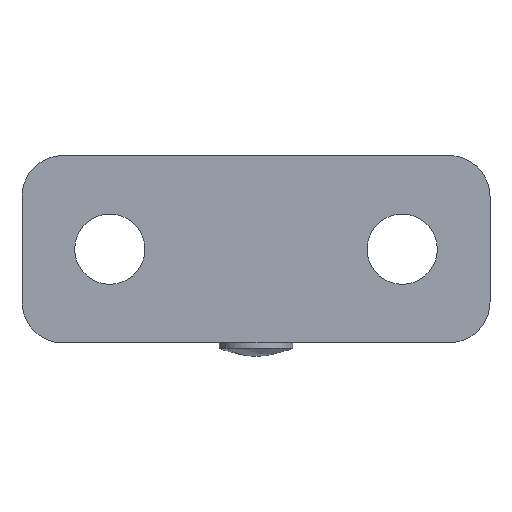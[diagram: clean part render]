
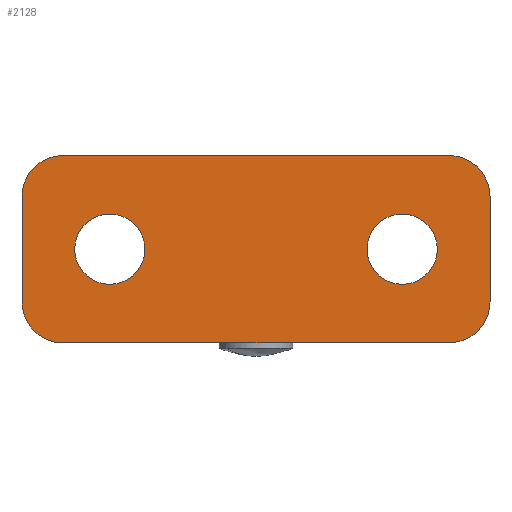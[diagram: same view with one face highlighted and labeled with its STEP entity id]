
A CAD part, front view. The second image highlights one B-rep face of the part: STEP entity #2128.
In plain terms, the highlighted planar face has unit normal (0, -1, 0).
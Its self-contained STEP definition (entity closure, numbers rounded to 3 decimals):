
#29 = CARTESIAN_POINT ( 'NONE',  ( -460.5, 0., 42. ) ) ;
#63 = VERTEX_POINT ( 'NONE', #327 ) ;
#89 = LINE ( 'NONE', #2234, #840 ) ;
#103 = VERTEX_POINT ( 'NONE', #3143 ) ;
#116 = CARTESIAN_POINT ( 'NONE',  ( -434.5, 0., 50. ) ) ;
#149 = ORIENTED_EDGE ( 'NONE', *, *, #3129, .T. ) ;
#150 = CARTESIAN_POINT ( 'NONE',  ( -453.5, 0., 50. ) ) ;
#284 = CIRCLE ( 'NONE', #1671, 3. ) ;
#293 = ORIENTED_EDGE ( 'NONE', *, *, #2126, .F. ) ;
#327 = CARTESIAN_POINT ( 'NONE',  ( -428.5, 0., 50. ) ) ;
#347 = EDGE_CURVE ( 'NONE', #742, #693, #284, .T. ) ;
#350 = CARTESIAN_POINT ( 'NONE',  ( -424., 0., 54.5 ) ) ;
#420 = CARTESIAN_POINT ( 'NONE',  ( -424., 0., 45.5 ) ) ;
#468 = CARTESIAN_POINT ( 'NONE',  ( -464., 0., 42. ) ) ;
#469 = EDGE_CURVE ( 'NONE', #1563, #2319, #89, .T. ) ;
#585 = CARTESIAN_POINT ( 'NONE',  ( -462.55, 0., 42. ) ) ;
#620 = CARTESIAN_POINT ( 'NONE',  ( -462.55, 0., 58. ) ) ;
#690 = DIRECTION ( 'NONE',  ( 0., 1., 0. ) ) ;
#693 = VERTEX_POINT ( 'NONE', #150 ) ;
#729 = DIRECTION ( 'NONE',  ( 0., -1., 0. ) ) ;
#742 = VERTEX_POINT ( 'NONE', #2896 ) ;
#746 = DIRECTION ( 'NONE',  ( -1., 0., 0. ) ) ;
#767 = ORIENTED_EDGE ( 'NONE', *, *, #2431, .T. ) ;
#781 = LINE ( 'NONE', #1560, #1342 ) ;
#817 = EDGE_LOOP ( 'NONE', ( #293, #1526 ) ) ;
#840 = VECTOR ( 'NONE', #3194, 1000. ) ;
#863 = CARTESIAN_POINT ( 'NONE',  ( -464., 0., 54.5 ) ) ;
#887 = EDGE_CURVE ( 'NONE', #1737, #1142, #781, .T. ) ;
#895 = CARTESIAN_POINT ( 'NONE',  ( -464., 0., 42. ) ) ;
#940 = CARTESIAN_POINT ( 'NONE',  ( -431.5, 0., 50. ) ) ;
#999 = ORIENTED_EDGE ( 'NONE', *, *, #469, .F. ) ;
#1031 =( BOUNDED_CURVE ( )  B_SPLINE_CURVE ( 3, ( #2186, #1182, #2450, #420 ),
 .UNSPECIFIED., .F., .T. ) 
 B_SPLINE_CURVE_WITH_KNOTS ( ( 4, 4 ),
 ( 5.498, 7.069 ),
 .UNSPECIFIED. ) 
 CURVE ( )  GEOMETRIC_REPRESENTATION_ITEM ( )  RATIONAL_B_SPLINE_CURVE ( ( 1., 0.805, 0.805, 1. ) ) 
 REPRESENTATION_ITEM ( '' )  );
#1142 = VERTEX_POINT ( 'NONE', #1955 ) ;
#1143 = CARTESIAN_POINT ( 'NONE',  ( -456.5, 0., 50. ) ) ;
#1182 = CARTESIAN_POINT ( 'NONE',  ( -425.45, 0., 42. ) ) ;
#1191 = CARTESIAN_POINT ( 'NONE',  ( -456.5, 0., 50. ) ) ;
#1252 =( BOUNDED_CURVE ( )  B_SPLINE_CURVE ( 3, ( #1614, #1864, #585, #2605 ),
 .UNSPECIFIED., .F., .F. ) 
 B_SPLINE_CURVE_WITH_KNOTS ( ( 4, 4 ),
 ( 5.498, 7.069 ),
 .UNSPECIFIED. ) 
 CURVE ( )  GEOMETRIC_REPRESENTATION_ITEM ( )  RATIONAL_B_SPLINE_CURVE ( ( 1., 0.805, 0.805, 1. ) ) 
 REPRESENTATION_ITEM ( '' )  );
#1274 = DIRECTION ( 'NONE',  ( -1., 0., 0. ) ) ;
#1286 = VERTEX_POINT ( 'NONE', #116 ) ;
#1312 = AXIS2_PLACEMENT_3D ( 'NONE', #1191, #729, #1713 ) ;
#1342 = VECTOR ( 'NONE', #2547, 1000. ) ;
#1417 = ORIENTED_EDGE ( 'NONE', *, *, #2657, .T. ) ;
#1421 = DIRECTION ( 'NONE',  ( 0., 1., 0. ) ) ;
#1475 = CARTESIAN_POINT ( 'NONE',  ( -424., 0., 58. ) ) ;
#1526 = ORIENTED_EDGE ( 'NONE', *, *, #347, .F. ) ;
#1539 = CARTESIAN_POINT ( 'NONE',  ( -464., 0., 45.5 ) ) ;
#1541 = ORIENTED_EDGE ( 'NONE', *, *, #2108, .T. ) ;
#1543 = VECTOR ( 'NONE', #2366, 1000. ) ;
#1550 = VERTEX_POINT ( 'NONE', #1539 ) ;
#1560 = CARTESIAN_POINT ( 'NONE',  ( -464., 0., 58. ) ) ;
#1563 = VERTEX_POINT ( 'NONE', #1979 ) ;
#1581 = CARTESIAN_POINT ( 'NONE',  ( -460.5, 0., 58. ) ) ;
#1583 = CARTESIAN_POINT ( 'NONE',  ( -427.5, 0., 58. ) ) ;
#1609 = EDGE_CURVE ( 'NONE', #1286, #63, #1687, .T. ) ;
#1614 = CARTESIAN_POINT ( 'NONE',  ( -464., 0., 45.5 ) ) ;
#1650 = CARTESIAN_POINT ( 'NONE',  ( -460.5, 0., 58. ) ) ;
#1658 = DIRECTION ( 'NONE',  ( 0., -1., 0. ) ) ;
#1663 = CIRCLE ( 'NONE', #1312, 3. ) ;
#1671 = AXIS2_PLACEMENT_3D ( 'NONE', #1143, #1658, #1679 ) ;
#1679 = DIRECTION ( 'NONE',  ( 1., 0., 0. ) ) ;
#1687 = CIRCLE ( 'NONE', #2100, 3. ) ;
#1697 = DIRECTION ( 'NONE',  ( 0., 0., 1. ) ) ;
#1713 = DIRECTION ( 'NONE',  ( 1., 0., 0. ) ) ;
#1714 = EDGE_CURVE ( 'NONE', #1550, #103, #2814, .T. ) ;
#1737 = VERTEX_POINT ( 'NONE', #1581 ) ;
#1775 = CIRCLE ( 'NONE', #2180, 3. ) ;
#1807 = CARTESIAN_POINT ( 'NONE',  ( -424., 0., 56.55 ) ) ;
#1825 = EDGE_LOOP ( 'NONE', ( #2489, #1541 ) ) ;
#1838 = ORIENTED_EDGE ( 'NONE', *, *, #1714, .F. ) ;
#1844 = CARTESIAN_POINT ( 'NONE',  ( -464., 0., 56.55 ) ) ;
#1864 = CARTESIAN_POINT ( 'NONE',  ( -464., 0., 43.45 ) ) ;
#1901 = PLANE ( 'NONE',  #2028 ) ;
#1903 = EDGE_LOOP ( 'NONE', ( #1838, #767, #2723, #149, #999, #1417, #2766, #2125 ) ) ;
#1955 = CARTESIAN_POINT ( 'NONE',  ( -427.5, 0., 58. ) ) ;
#1979 = CARTESIAN_POINT ( 'NONE',  ( -424., 0., 54.5 ) ) ;
#1999 = CARTESIAN_POINT ( 'NONE',  ( -431.5, 0., 50. ) ) ;
#2028 = AXIS2_PLACEMENT_3D ( 'NONE', #1475, #690, #1697 ) ;
#2100 = AXIS2_PLACEMENT_3D ( 'NONE', #1999, #2993, #1274 ) ;
#2108 = EDGE_CURVE ( 'NONE', #63, #1286, #1775, .T. ) ;
#2125 = ORIENTED_EDGE ( 'NONE', *, *, #3074, .T. ) ;
#2126 = EDGE_CURVE ( 'NONE', #693, #742, #1663, .T. ) ;
#2128 = ADVANCED_FACE ( 'NONE', ( #2145, #3138, #2912 ), #1901, .F. ) ;
#2130 = EDGE_CURVE ( 'NONE', #2670, #3004, #2464, .T. ) ;
#2145 = FACE_BOUND ( 'NONE', #817, .T. ) ;
#2180 = AXIS2_PLACEMENT_3D ( 'NONE', #940, #1421, #746 ) ;
#2186 = CARTESIAN_POINT ( 'NONE',  ( -427.5, 0., 42. ) ) ;
#2234 = CARTESIAN_POINT ( 'NONE',  ( -424., 0., 42. ) ) ;
#2243 =( BOUNDED_CURVE ( )  B_SPLINE_CURVE ( 3, ( #1650, #620, #1844, #863 ),
 .UNSPECIFIED., .F., .F. ) 
 B_SPLINE_CURVE_WITH_KNOTS ( ( 4, 4 ),
 ( 5.498, 7.069 ),
 .UNSPECIFIED. ) 
 CURVE ( )  GEOMETRIC_REPRESENTATION_ITEM ( )  RATIONAL_B_SPLINE_CURVE ( ( 1., 0.805, 0.805, 1. ) ) 
 REPRESENTATION_ITEM ( '' )  );
#2319 = VERTEX_POINT ( 'NONE', #2516 ) ;
#2366 = DIRECTION ( 'NONE',  ( 0., 0., 1. ) ) ;
#2431 = EDGE_CURVE ( 'NONE', #1550, #3004, #1252, .T. ) ;
#2450 = CARTESIAN_POINT ( 'NONE',  ( -424., 0., 43.45 ) ) ;
#2464 = LINE ( 'NONE', #468, #2855 ) ;
#2489 = ORIENTED_EDGE ( 'NONE', *, *, #1609, .T. ) ;
#2516 = CARTESIAN_POINT ( 'NONE',  ( -424., 0., 45.5 ) ) ;
#2547 = DIRECTION ( 'NONE',  ( 1., 0., 0. ) ) ;
#2605 = CARTESIAN_POINT ( 'NONE',  ( -460.5, 0., 42. ) ) ;
#2616 = CARTESIAN_POINT ( 'NONE',  ( -427.5, 0., 42. ) ) ;
#2657 = EDGE_CURVE ( 'NONE', #1563, #1142, #3103, .T. ) ;
#2670 = VERTEX_POINT ( 'NONE', #2616 ) ;
#2673 = DIRECTION ( 'NONE',  ( -1., 0., 0. ) ) ;
#2723 = ORIENTED_EDGE ( 'NONE', *, *, #2130, .F. ) ;
#2766 = ORIENTED_EDGE ( 'NONE', *, *, #887, .F. ) ;
#2800 = CARTESIAN_POINT ( 'NONE',  ( -425.45, 0., 58. ) ) ;
#2814 = LINE ( 'NONE', #895, #1543 ) ;
#2855 = VECTOR ( 'NONE', #2673, 1000. ) ;
#2896 = CARTESIAN_POINT ( 'NONE',  ( -459.5, 0., 50. ) ) ;
#2912 = FACE_OUTER_BOUND ( 'NONE', #1903, .T. ) ;
#2993 = DIRECTION ( 'NONE',  ( 0., 1., 0. ) ) ;
#3004 = VERTEX_POINT ( 'NONE', #29 ) ;
#3074 = EDGE_CURVE ( 'NONE', #1737, #103, #2243, .T. ) ;
#3103 =( BOUNDED_CURVE ( )  B_SPLINE_CURVE ( 3, ( #350, #1807, #2800, #1583 ),
 .UNSPECIFIED., .F., .F. ) 
 B_SPLINE_CURVE_WITH_KNOTS ( ( 4, 4 ),
 ( 5.498, 7.069 ),
 .UNSPECIFIED. ) 
 CURVE ( )  GEOMETRIC_REPRESENTATION_ITEM ( )  RATIONAL_B_SPLINE_CURVE ( ( 1., 0.805, 0.805, 1. ) ) 
 REPRESENTATION_ITEM ( '' )  );
#3129 = EDGE_CURVE ( 'NONE', #2670, #2319, #1031, .T. ) ;
#3138 = FACE_BOUND ( 'NONE', #1825, .T. ) ;
#3143 = CARTESIAN_POINT ( 'NONE',  ( -464., 0., 54.5 ) ) ;
#3194 = DIRECTION ( 'NONE',  ( 0., 0., -1. ) ) ;
